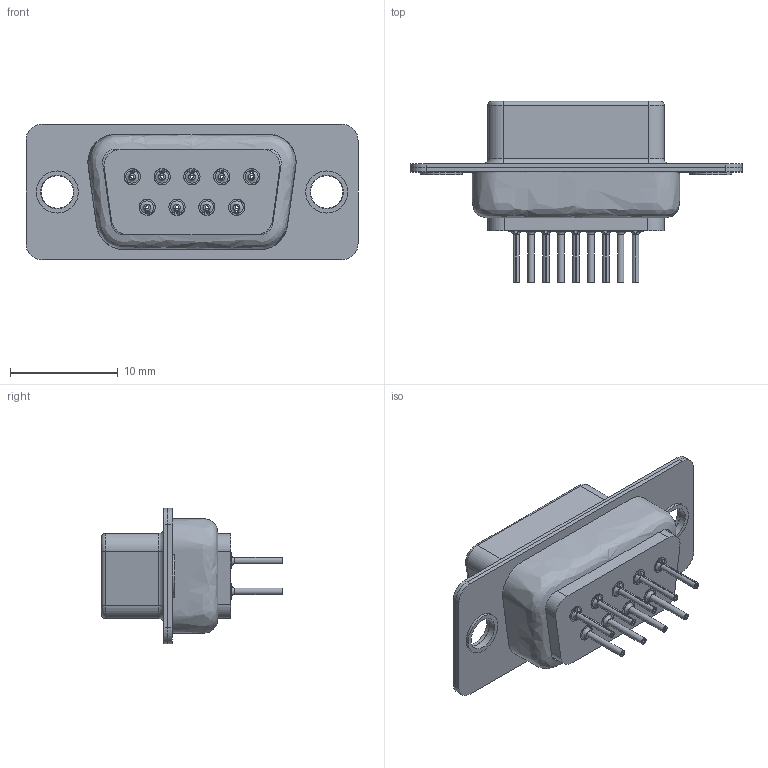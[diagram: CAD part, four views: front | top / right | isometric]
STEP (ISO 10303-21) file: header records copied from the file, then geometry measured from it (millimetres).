
FILE_DESCRIPTION(/* description */ ('Unknown'),/* implementation_level */ '2;1');
FILE_NAME(/* name */ '61800925123',/* time_stamp */ '2021-12-02T12:09:35+01:00',/* author */ ('Unknown'),/* organization */ ('Unknown'),/* preprocessor_version */ 'ST-DEVELOPER v16.7',/* originating_system */ 'Solid Edge',/* authorisation */ 'Unknown');
FILE_SCHEMA (('AUTOMOTIVE_DESIGN {1 0 10303 214 3 1 1}'));
Length unit declared in the file: millimetre
Products named in the file (6): 6180xx25123; 61800929321_INTER_ARRIERE; 61800929321_INTER_FACADE; 61800929321_FACADE; 61800929321_ARRIERE; 6180xx25123_Pin
Assembly tree (13 placements, depth 2):
  6180xx25123
    61800929321_INTER_ARRIERE
    61800929321_INTER_FACADE
    61800929321_FACADE
    61800929321_ARRIERE
    6180xx25123_Pin  x9
Bounding box: 30.8 x 16.8 x 12.55 mm (x, y, z)
Volume: 1750.6 mm3; surface area: 4657.8 mm2
Topology: 13 solids, 13 shells, 806 faces, 2164 edges, 1396 vertices
Faces by surface type: plane 439, cylinder 198, cone 135, torus 21, bspline 13
Full cylindrical faces by diameter (mm): 1 x9, 1.5 x9, 1.6 x9, 3 x2, 3.1 x2, 3.9 x2
Entity records: 16809 total; most frequent: CARTESIAN_POINT 9756, DIRECTION 1508, ORIENTED_EDGE 1330, EDGE_CURVE 665, AXIS2_PLACEMENT_3D 598, VERTEX_POINT 446, EDGE_LOOP 391, FACE_BOUND 391
